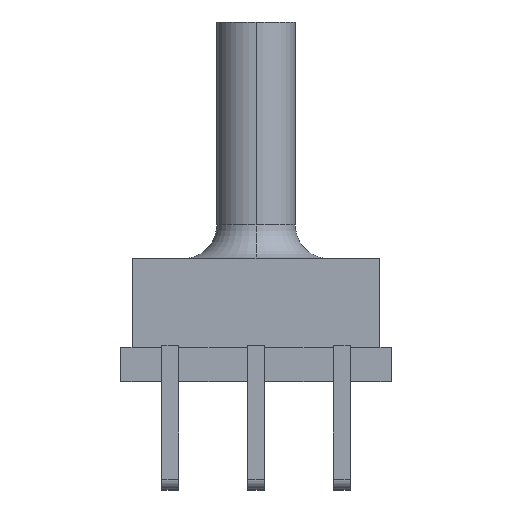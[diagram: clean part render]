
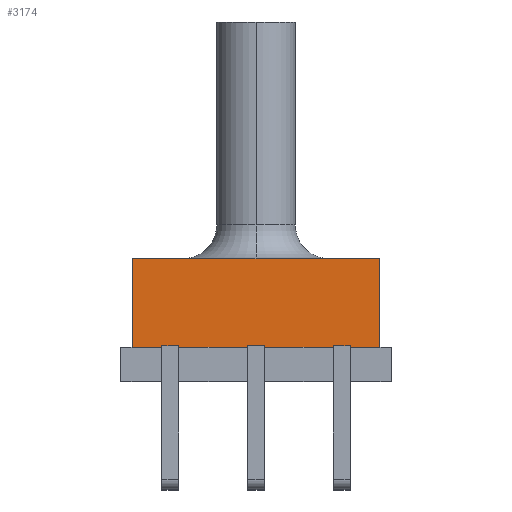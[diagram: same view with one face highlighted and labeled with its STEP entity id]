
A CAD part, top view. The second image highlights one B-rep face of the part: STEP entity #3174.
In plain terms, the highlighted planar face has unit normal (0, 0, 1).
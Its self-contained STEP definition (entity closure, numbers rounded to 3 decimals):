
#131 = VERTEX_POINT ( 'NONE', #2750 ) ;
#138 = CARTESIAN_POINT ( 'NONE',  ( -3.65, 6.83, 3.15 ) ) ;
#404 = EDGE_CURVE ( 'NONE', #3849, #1243, #3674, .T. ) ;
#491 = ORIENTED_EDGE ( 'NONE', *, *, #3566, .F. ) ;
#515 = ORIENTED_EDGE ( 'NONE', *, *, #1304, .F. ) ;
#713 = DIRECTION ( 'NONE',  ( 1., 0., 0. ) ) ;
#828 = DIRECTION ( 'NONE',  ( -1., 0., 0. ) ) ;
#1036 = LINE ( 'NONE', #4521, #3600 ) ;
#1243 = VERTEX_POINT ( 'NONE', #3591 ) ;
#1304 = EDGE_CURVE ( 'NONE', #131, #4744, #2680, .T. ) ;
#1731 = VECTOR ( 'NONE', #2868, 1000. ) ;
#1799 = DIRECTION ( 'NONE',  ( 0., -1., 0. ) ) ;
#2288 = FACE_OUTER_BOUND ( 'NONE', #3306, .T. ) ;
#2354 = CARTESIAN_POINT ( 'NONE',  ( -3.65, 6.83, 3.15 ) ) ;
#2488 = ORIENTED_EDGE ( 'NONE', *, *, #404, .T. ) ;
#2680 = LINE ( 'NONE', #3286, #4639 ) ;
#2725 = PLANE ( 'NONE',  #3437 ) ;
#2750 = CARTESIAN_POINT ( 'NONE',  ( 3.65, 6.83, 3.15 ) ) ;
#2868 = DIRECTION ( 'NONE',  ( 1., 0., 0. ) ) ;
#3174 = ADVANCED_FACE ( 'NONE', ( #2288 ), #2725, .F. ) ;
#3271 = ORIENTED_EDGE ( 'NONE', *, *, #4425, .T. ) ;
#3286 = CARTESIAN_POINT ( 'NONE',  ( 3.65, 6.83, 3.15 ) ) ;
#3306 = EDGE_LOOP ( 'NONE', ( #3271, #515, #491, #2488 ) ) ;
#3437 = AXIS2_PLACEMENT_3D ( 'NONE', #2354, #3514, #828 ) ;
#3514 = DIRECTION ( 'NONE',  ( 0., 0., -1. ) ) ;
#3535 = VECTOR ( 'NONE', #3723, 1000. ) ;
#3566 = EDGE_CURVE ( 'NONE', #3849, #131, #1036, .T. ) ;
#3591 = CARTESIAN_POINT ( 'NONE',  ( -3.65, 4.2, 3.15 ) ) ;
#3600 = VECTOR ( 'NONE', #713, 1000. ) ;
#3616 = CARTESIAN_POINT ( 'NONE',  ( -3.65, 4.2, 3.15 ) ) ;
#3674 = LINE ( 'NONE', #4518, #3535 ) ;
#3723 = DIRECTION ( 'NONE',  ( 0., -1., 0. ) ) ;
#3849 = VERTEX_POINT ( 'NONE', #138 ) ;
#4134 = CARTESIAN_POINT ( 'NONE',  ( 3.65, 4.2, 3.15 ) ) ;
#4263 = LINE ( 'NONE', #3616, #1731 ) ;
#4425 = EDGE_CURVE ( 'NONE', #1243, #4744, #4263, .T. ) ;
#4518 = CARTESIAN_POINT ( 'NONE',  ( -3.65, 6.83, 3.15 ) ) ;
#4521 = CARTESIAN_POINT ( 'NONE',  ( -3.65, 6.83, 3.15 ) ) ;
#4639 = VECTOR ( 'NONE', #1799, 1000. ) ;
#4744 = VERTEX_POINT ( 'NONE', #4134 ) ;
